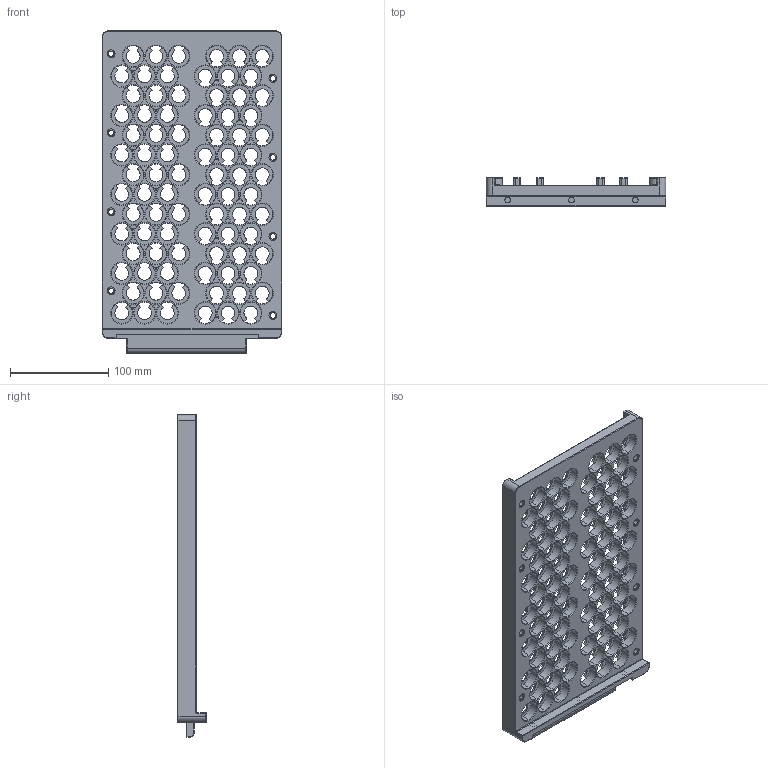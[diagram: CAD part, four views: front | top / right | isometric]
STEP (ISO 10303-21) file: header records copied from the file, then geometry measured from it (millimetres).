
FILE_DESCRIPTION (( 'STEP AP214' ), '1' );
FILE_NAME ('TopCellHolder_BuildParts.STEP', '2024-09-12T05:25:23', ( '' ), ( '' ), 'SwSTEP 2.0', 'SolidWorks 2024', '' );
FILE_SCHEMA (( 'AUTOMOTIVE_DESIGN' ));
Length unit declared in the file: millimetre
Products named in the file (1): TopCellHolder_BuildParts
Bounding box: 182.3 x 28.5 x 327.28 mm (x, y, z)
Volume: 359822.3 mm3; surface area: 178601.5 mm2
Topology: 1 solids, 1 shells, 1645 faces, 4483 edges, 2804 vertices
Faces by surface type: cylinder 822, plane 547, torus 272, sphere 4
Entity records: 52960 total; most frequent: DIRECTION 10213, ORIENTED_EDGE 8958, CARTESIAN_POINT 8947, EDGE_CURVE 4479, AXIS2_PLACEMENT_3D 4094, VERTEX_POINT 2804, CIRCLE 2448, VECTOR 2025
